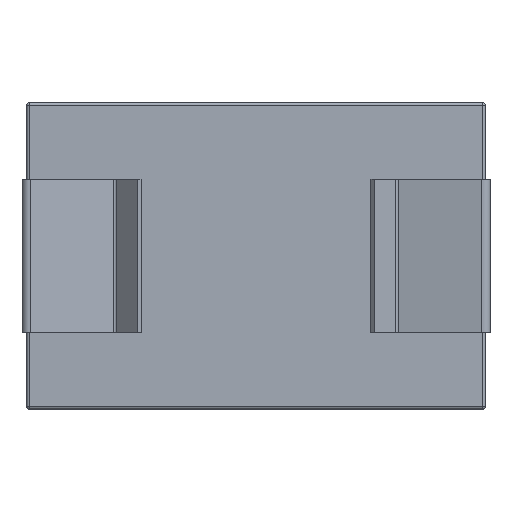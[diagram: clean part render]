
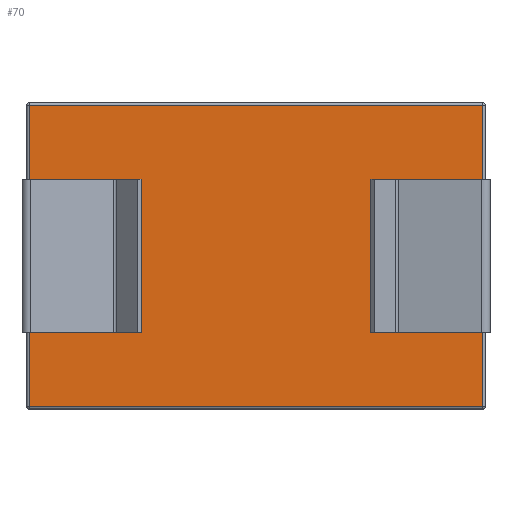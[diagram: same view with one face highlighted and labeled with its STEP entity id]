
A CAD part, top view. The second image highlights one B-rep face of the part: STEP entity #70.
In plain terms, the highlighted face is planar.
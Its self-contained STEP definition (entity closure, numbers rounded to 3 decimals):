
#70 = ADVANCED_FACE( '', ( #143 ), #144, .F. );
#143 = FACE_OUTER_BOUND( '', #229, .T. );
#144 = PLANE( '', #230 );
#229 = EDGE_LOOP( '', ( #345, #346, #347, #348 ) );
#230 = AXIS2_PLACEMENT_3D( '', #349, #350, #351 );
#345 = ORIENTED_EDGE( '', *, *, #554, .T. );
#346 = ORIENTED_EDGE( '', *, *, #555, .T. );
#347 = ORIENTED_EDGE( '', *, *, #556, .T. );
#348 = ORIENTED_EDGE( '', *, *, #557, .T. );
#349 = CARTESIAN_POINT( '', ( -19., -12.7, 0. ) );
#350 = DIRECTION( '', ( 0., 0., 1. ) );
#351 = DIRECTION( '', ( 1., 0., 0. ) );
#554 = EDGE_CURVE( '', #672, #673, #674, .F. );
#555 = EDGE_CURVE( '', #673, #675, #676, .F. );
#556 = EDGE_CURVE( '', #675, #677, #678, .F. );
#557 = EDGE_CURVE( '', #677, #672, #679, .F. );
#672 = VERTEX_POINT( '', #932 );
#673 = VERTEX_POINT( '', #933 );
#674 = LINE( '', #934, #935 );
#675 = VERTEX_POINT( '', #936 );
#676 = LINE( '', #937, #938 );
#677 = VERTEX_POINT( '', #939 );
#678 = LINE( '', #940, #941 );
#679 = LINE( '', #942, #943 );
#932 = CARTESIAN_POINT( '', ( 18.8, 12.5, 0. ) );
#933 = CARTESIAN_POINT( '', ( 18.8, -12.5, 0. ) );
#934 = CARTESIAN_POINT( '', ( 18.8, -12.7, 0. ) );
#935 = VECTOR( '', #1086, 1000. );
#936 = CARTESIAN_POINT( '', ( -18.8, -12.5, 0. ) );
#937 = CARTESIAN_POINT( '', ( -19., -12.5, 0. ) );
#938 = VECTOR( '', #1087, 1000. );
#939 = CARTESIAN_POINT( '', ( -18.8, 12.5, 0. ) );
#940 = CARTESIAN_POINT( '', ( -18.8, -12.7, 0. ) );
#941 = VECTOR( '', #1088, 1000. );
#942 = CARTESIAN_POINT( '', ( -19., 12.5, 0. ) );
#943 = VECTOR( '', #1089, 1000. );
#1086 = DIRECTION( '', ( 0., 1., 0. ) );
#1087 = DIRECTION( '', ( 1., 0., 0. ) );
#1088 = DIRECTION( '', ( 0., -1., 0. ) );
#1089 = DIRECTION( '', ( -1., 0., 0. ) );
